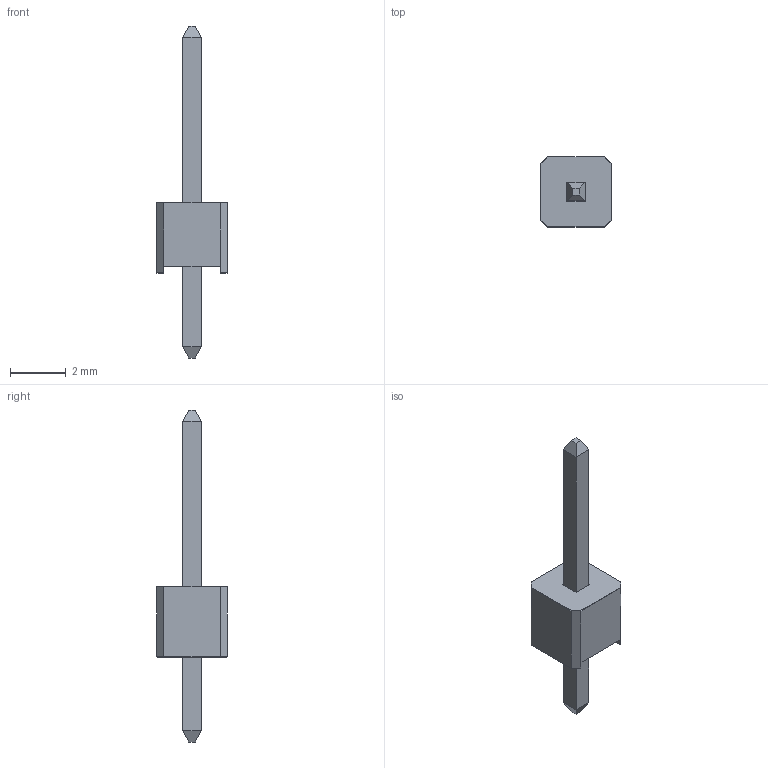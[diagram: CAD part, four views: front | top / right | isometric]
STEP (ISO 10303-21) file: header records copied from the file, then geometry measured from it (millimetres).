
FILE_DESCRIPTION(('FreeCAD Model'),'2;1');
FILE_NAME('Open CASCADE Shape Model','2021-11-07T09:59:19',(''),(''), 'Open CASCADE STEP processor 7.5','FreeCAD','Unknown');
FILE_SCHEMA(('AUTOMOTIVE_DESIGN { 1 0 10303 214 1 1 1 1 }'));
Length unit declared in the file: millimetre
Products named in the file (1): HeaderPin Male 1x2.54
Bounding box: 2.54 x 2.54 x 11.94 mm (x, y, z)
Volume: 18.6 mm3; surface area: 63.6 mm2
Topology: 1 solids, 1 shells, 55 faces, 121 edges, 70 vertices
Faces by surface type: plane 53, bspline 2
Entity records: 3686 total; most frequent: CARTESIAN_POINT 1067, DIRECTION 452, LINE 344, VECTOR 344, ORIENTED_EDGE 240, PCURVE 240, DEFINITIONAL_REPRESENTATION 240, EDGE_CURVE 120
